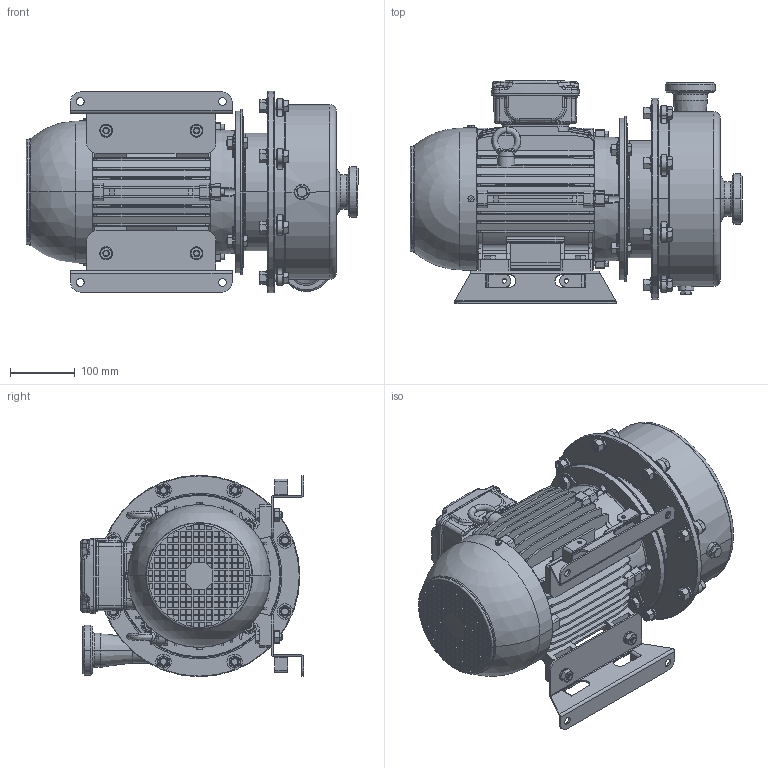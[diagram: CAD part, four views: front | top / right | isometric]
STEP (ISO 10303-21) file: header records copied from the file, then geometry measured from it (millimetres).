
FILE_DESCRIPTION (( 'STEP AP203' ), '1' );
FILE_NAME ('Ýëåêòðîíàñîñíûé àãðåãàò ÎÍÖ 25_50Ê5_7,5_2.STEP', '2016-07-10T21:29:23', ( '' ), ( '' ), 'SwSTEP 2.0', 'SolidWorks 2015', '' );
FILE_SCHEMA (( 'CONFIG_CONTROL_DESIGN' ));
Length unit declared in the file: millimetre
Products named in the file (17): Ôëàíåö ôîíàðÿ 25_50; ﾘ琺矜; 扻錪犩 25_50; Ãàéêà; Êàñòðþëÿ (2) 25_50; ﾘ琺矜 ﾌ12; Îòâîä 25_50; Áîëò Ì12; Êàñòðþëÿ (1) 25_50; 婜縺蹞 25_50; 砐鳱鍱 25_50 (Dy50); 冓憵 25_50; Ãàéêà Ì12; Áîëò Ì10 (äë); Ýëåêòðîíàñîñíûé àãðåãàò ÎÍÖ 25_50Ê5_7,5_2; 112M (7,5êÂò); Áîëò Ì10
Assembly tree (59 placements, depth 2):
  Ýëåêòðîíàñîñíûé àãðåãàò ÎÍÖ 25_50Ê5_7,5_2
    Áîëò Ì10  x4
    ﾘ琺矜  x8
    Ãàéêà  x8
    ﾘ琺矜 ﾌ12  x8
    Áîëò Ì12  x8
    婜縺蹞 25_50
    冓憵 25_50  x2
    Áîëò Ì10 (äë)  x4
    112M (7,5êÂò)
    Ôëàíåö ôîíàðÿ 25_50
    扻錪犩 25_50
    Êàñòðþëÿ (2) 25_50
    Îòâîä 25_50
    Êàñòðþëÿ (1) 25_50
    砐鳱鍱 25_50 (Dy50)  x2
    Ãàéêà Ì12  x8
Bounding box: 514.05 x 346 x 312 mm (x, y, z)
Volume: 13772975.2 mm3; surface area: 1448419.7 mm2
Topology: 67 solids, 67 shells, 3535 faces, 8638 edges, 5469 vertices
Faces by surface type: plane 1875, cylinder 658, cone 641, bspline 197, torus 148, sphere 16
Entity records: 96158 total; most frequent: CARTESIAN_POINT 28891, ORIENTED_EDGE 13748, DIRECTION 12628, EDGE_CURVE 6874, VERTEX_POINT 4423, AXIS2_PLACEMENT_3D 4216, LINE 4196, VECTOR 4196
